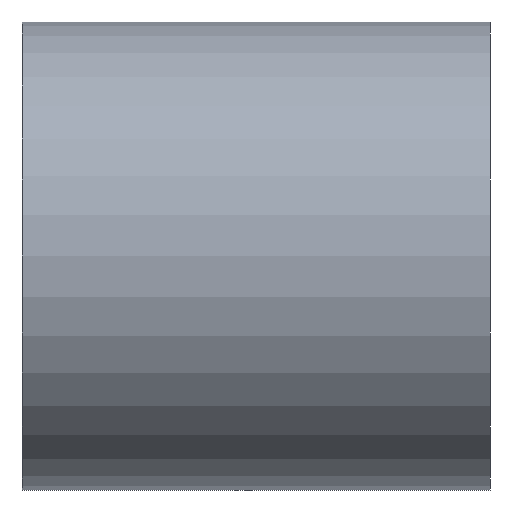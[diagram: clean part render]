
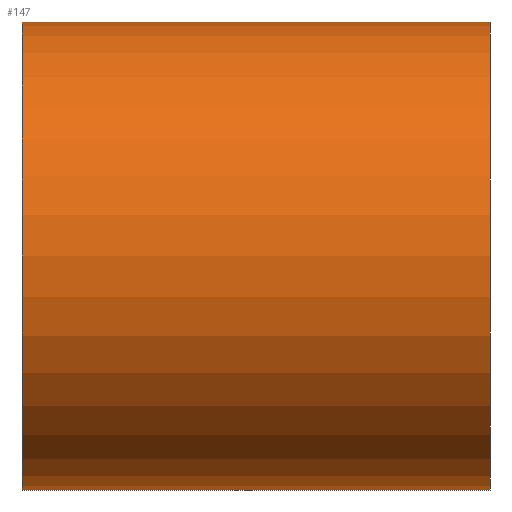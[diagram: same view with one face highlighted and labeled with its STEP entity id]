
A CAD part, left-side view. The second image highlights one B-rep face of the part: STEP entity #147.
In plain terms, the highlighted cylindrical face has radius 6.35 mm (diameter 12.7 mm), a partial arc.
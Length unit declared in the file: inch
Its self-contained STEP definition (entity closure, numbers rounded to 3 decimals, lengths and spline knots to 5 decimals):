
#1 = CARTESIAN_POINT ( 'NONE',  ( 0., 0., 0. ) ) ;
#10 = CARTESIAN_POINT ( 'NONE',  ( 0., 0., 0.25 ) ) ;
#12 = VERTEX_POINT ( 'NONE', #17 ) ;
#13 = VERTEX_POINT ( 'NONE', #14 ) ;
#14 = CARTESIAN_POINT ( 'NONE',  ( 0., 0.5, 0.25 ) ) ;
#17 = CARTESIAN_POINT ( 'NONE',  ( 0., 0., -0.25 ) ) ;
#18 = VERTEX_POINT ( 'NONE', #22 ) ;
#21 = ORIENTED_EDGE ( 'NONE', *, *, #142, .F. ) ;
#22 = CARTESIAN_POINT ( 'NONE',  ( 0., 0.5, -0.25 ) ) ;
#23 = VERTEX_POINT ( 'NONE', #10 ) ;
#32 = LINE ( 'NONE', #33, #129 ) ;
#33 = CARTESIAN_POINT ( 'NONE',  ( 0., 0.5, -0.25 ) ) ;
#34 = DIRECTION ( 'NONE',  ( 0., -1., 0. ) ) ;
#45 = ORIENTED_EDGE ( 'NONE', *, *, #143, .T. ) ;
#46 = ORIENTED_EDGE ( 'NONE', *, *, #139, .T. ) ;
#47 = ORIENTED_EDGE ( 'NONE', *, *, #144, .F. ) ;
#49 = EDGE_LOOP ( 'NONE', ( #21, #47, #46, #45 ) ) ;
#60 = LINE ( 'NONE', #61, #128 ) ;
#61 = CARTESIAN_POINT ( 'NONE',  ( 0., 0.5, 0.25 ) ) ;
#62 = DIRECTION ( 'NONE',  ( 0., -1., 0. ) ) ;
#63 = DIRECTION ( 'NONE',  ( 0., 1., 0. ) ) ;
#64 = DIRECTION ( 'NONE',  ( 0., 0., 1. ) ) ;
#65 = CARTESIAN_POINT ( 'NONE',  ( 0., 0.5, 0. ) ) ;
#66 = DIRECTION ( 'NONE',  ( 0., 1., 0. ) ) ;
#67 = DIRECTION ( 'NONE',  ( 0., 0., 1. ) ) ;
#71 = CARTESIAN_POINT ( 'NONE',  ( 0., 0.5, 0. ) ) ;
#72 = DIRECTION ( 'NONE',  ( 0., -1., 0. ) ) ;
#73 = DIRECTION ( 'NONE',  ( 0., 0., -1. ) ) ;
#109 = AXIS2_PLACEMENT_3D ( 'NONE', #71, #72, #73 ) ;
#111 = CYLINDRICAL_SURFACE ( 'NONE', #109, 0.25 ) ;
#120 = FACE_OUTER_BOUND ( 'NONE', #49, .T. ) ;
#122 = AXIS2_PLACEMENT_3D ( 'NONE', #1, #63, #64 ) ;
#126 = AXIS2_PLACEMENT_3D ( 'NONE', #65, #66, #67 ) ;
#128 = VECTOR ( 'NONE', #62, 39.37008 ) ;
#129 = VECTOR ( 'NONE', #34, 39.37008 ) ;
#135 = CIRCLE ( 'NONE', #126, 0.25 ) ;
#138 = CIRCLE ( 'NONE', #122, 0.25 ) ;
#139 = EDGE_CURVE ( 'NONE', #18, #12, #32, .T. ) ;
#142 = EDGE_CURVE ( 'NONE', #13, #23, #60, .T. ) ;
#143 = EDGE_CURVE ( 'NONE', #12, #23, #138, .T. ) ;
#144 = EDGE_CURVE ( 'NONE', #18, #13, #135, .T. ) ;
#147 = ADVANCED_FACE ( 'NONE', ( #120 ), #111, .T. ) ;
